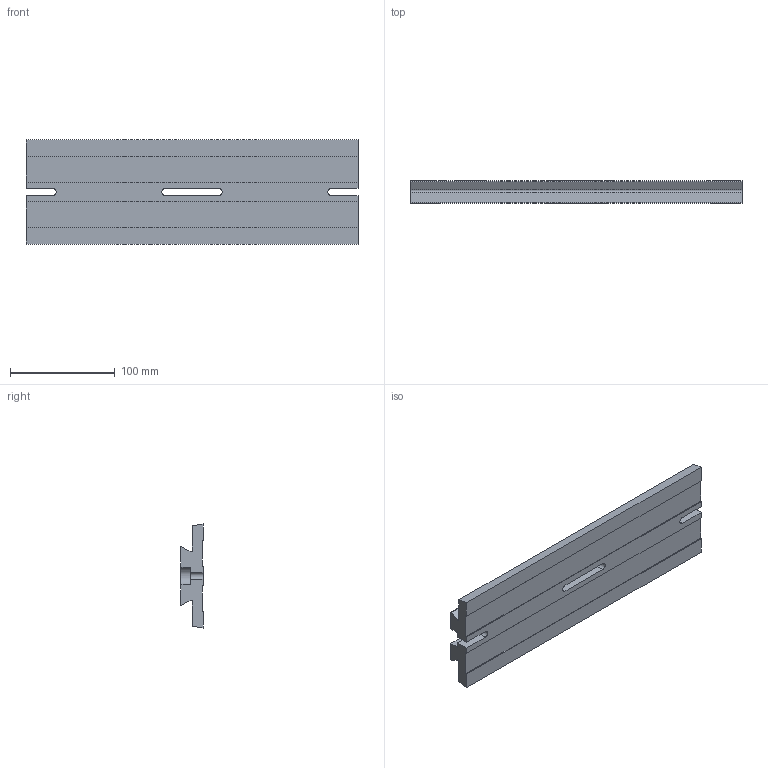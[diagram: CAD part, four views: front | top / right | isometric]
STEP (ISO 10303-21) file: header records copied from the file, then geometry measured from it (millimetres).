
FILE_DESCRIPTION((''),'2;1');
FILE_NAME('PRL-12','2021-10-15T20:41:37',('Administrator'),(''),'CREO PARAMETRIC BY PTC INC, 2019030','CREO PARAMETRIC BY PTC INC, 2019030','');
FILE_SCHEMA(('AUTOMOTIVE_DESIGN { 1 0 10303 214 1 1 1 1 }'));
Length unit declared in the file: inch
Products named in the file (1): PRL-12
Bounding box: 316.48 x 21.08 x 99.32 mm (x, y, z)
Volume: 448043.4 mm3; surface area: 86749.2 mm2
Topology: 1 solids, 2 shells, 390 faces, 1094 edges, 727 vertices
Faces by surface type: plane 349, cylinder 20, extrusion 17, cone 4
Entity records: 16549 total; most frequent: CARTESIAN_POINT 3056, ORIENTED_EDGE 2184, DIRECTION 1861, PRESENTATION_STYLE_ASSIGNMENT 1093, STYLED_ITEM 1093, CURVE_STYLE 1092, EDGE_CURVE 1092, VECTOR 1031
